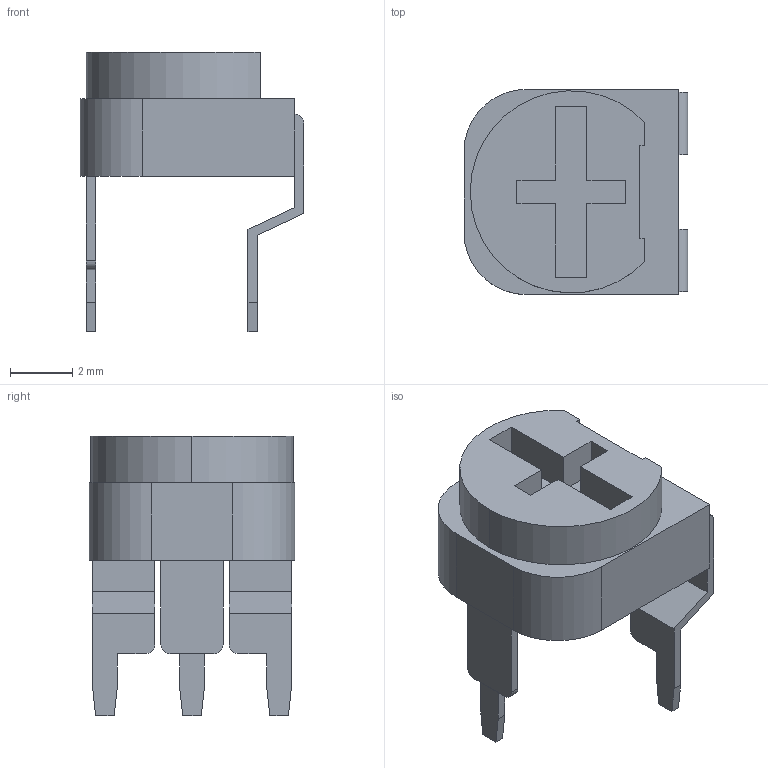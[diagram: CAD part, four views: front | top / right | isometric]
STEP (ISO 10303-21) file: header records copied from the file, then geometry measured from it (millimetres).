
FILE_DESCRIPTION (( 'STEP AP214' ), '1' );
FILE_NAME ('Potentiometer Blue.STEP', '2019-06-06T11:29:05', ( '' ), ( '' ), 'SwSTEP 2.0', 'SolidWorks 2018', '' );
FILE_SCHEMA (( 'AUTOMOTIVE_DESIGN' ));
Length unit declared in the file: millimetre
Products named in the file (1): Potentiometer Blue
Bounding box: 7.2 x 6.6 x 9 mm (x, y, z)
Volume: 155.1 mm3; surface area: 271.7 mm2
Topology: 2 solids, 2 shells, 74 faces, 197 edges, 130 vertices
Faces by surface type: plane 64, cylinder 10
Entity records: 2972 total; most frequent: CARTESIAN_POINT 402, ORIENTED_EDGE 394, DIRECTION 367, EDGE_CURVE 197, LINE 177, VECTOR 177, VERTEX_POINT 130, AXIS2_PLACEMENT_3D 95
